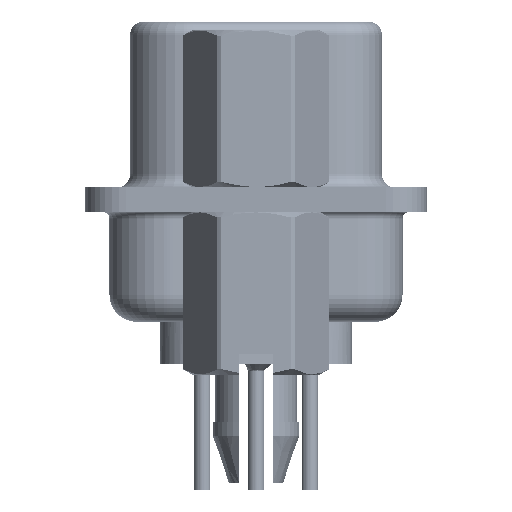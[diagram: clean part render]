
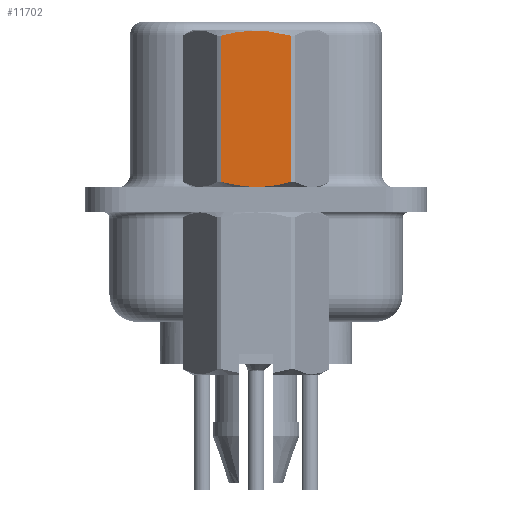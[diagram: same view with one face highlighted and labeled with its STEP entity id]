
A CAD part, left-side view. The second image highlights one B-rep face of the part: STEP entity #11702.
In plain terms, the highlighted planar face has unit normal (-1, 0, 0).
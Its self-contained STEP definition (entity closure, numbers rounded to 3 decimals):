
#973 = CARTESIAN_POINT ( 'NONE',  ( -2.381, 0.853, 0.549 ) ) ;
#2127 = VECTOR ( 'NONE', #21648, 1000. ) ;
#2221 = CARTESIAN_POINT ( 'NONE',  ( -2.381, 1.273, 6.048 ) ) ;
#3237 = ORIENTED_EDGE ( 'NONE', *, *, #34813, .T. ) ;
#3331 = CARTESIAN_POINT ( 'NONE',  ( -2.381, 1.065, 6.104 ) ) ;
#3528 = CARTESIAN_POINT ( 'NONE',  ( -2.381, 1.273, 6.048 ) ) ;
#3937 = CARTESIAN_POINT ( 'NONE',  ( -2.381, 1.273, 0.652 ) ) ;
#5282 = CARTESIAN_POINT ( 'NONE',  ( -2.381, -1.273, 0.652 ) ) ;
#8161 = DIRECTION ( 'NONE',  ( -1., 0., 0. ) ) ;
#8398 = AXIS2_PLACEMENT_3D ( 'NONE', #35261, #8161, #13917 ) ;
#8600 = CARTESIAN_POINT ( 'NONE',  ( -2.381, -1.273, 6.048 ) ) ;
#9475 = CARTESIAN_POINT ( 'NONE',  ( -2.381, 1.273, 3.792 ) ) ;
#9823 = ORIENTED_EDGE ( 'NONE', *, *, #14448, .T. ) ;
#11449 = VERTEX_POINT ( 'NONE', #8600 ) ;
#11702 = ADVANCED_FACE ( 'NONE', ( #38047 ), #38250, .T. ) ;
#11792 = LINE ( 'NONE', #28488, #29721 ) ;
#11869 = LINE ( 'NONE', #9475, #2127 ) ;
#12390 = B_SPLINE_CURVE_WITH_KNOTS ( 'NONE', 3,
 ( #30813, #15647, #12457, #37374, #30417, #33993, #36781, #24646, #3331, #3528 ),
 .UNSPECIFIED., .F., .F.,
 ( 4, 2, 2, 2, 4 ),
 ( 0.001, 0.002, 0.002, 0.003, 0.004 ),
 .UNSPECIFIED. ) ;
#12457 = CARTESIAN_POINT ( 'NONE',  ( -2.381, -0.858, 6.15 ) ) ;
#12531 = B_SPLINE_CURVE_WITH_KNOTS ( 'NONE', 3,
 ( #3937, #22065, #973, #15854, #37391, #13076, #22263, #27650, #13265, #18477 ),
 .UNSPECIFIED., .F., .F.,
 ( 4, 2, 2, 2, 4 ),
 ( 0.003, 0.003, 0.004, 0.004, 0.005 ),
 .UNSPECIFIED. ) ;
#13076 = CARTESIAN_POINT ( 'NONE',  ( -2.381, -0.215, 0.468 ) ) ;
#13265 = CARTESIAN_POINT ( 'NONE',  ( -2.381, -1.066, 0.596 ) ) ;
#13917 = DIRECTION ( 'NONE',  ( 0., -1., 0. ) ) ;
#14448 = EDGE_CURVE ( 'NONE', #26277, #15357, #11869, .T. ) ;
#15357 = VERTEX_POINT ( 'NONE', #24055 ) ;
#15647 = CARTESIAN_POINT ( 'NONE',  ( -2.381, -1.066, 6.104 ) ) ;
#15854 = CARTESIAN_POINT ( 'NONE',  ( -2.381, 0.428, 0.485 ) ) ;
#18477 = CARTESIAN_POINT ( 'NONE',  ( -2.381, -1.273, 0.652 ) ) ;
#20386 = ORIENTED_EDGE ( 'NONE', *, *, #36873, .T. ) ;
#21648 = DIRECTION ( 'NONE',  ( 0., 0., -1. ) ) ;
#22065 = CARTESIAN_POINT ( 'NONE',  ( -2.381, 1.065, 0.596 ) ) ;
#22263 = CARTESIAN_POINT ( 'NONE',  ( -2.381, -0.432, 0.485 ) ) ;
#24055 = CARTESIAN_POINT ( 'NONE',  ( -2.381, 1.273, 0.652 ) ) ;
#24646 = CARTESIAN_POINT ( 'NONE',  ( -2.381, 0.853, 6.151 ) ) ;
#26277 = VERTEX_POINT ( 'NONE', #2221 ) ;
#26710 = ORIENTED_EDGE ( 'NONE', *, *, #31615, .T. ) ;
#27650 = CARTESIAN_POINT ( 'NONE',  ( -2.381, -0.858, 0.55 ) ) ;
#28488 = CARTESIAN_POINT ( 'NONE',  ( -2.381, -1.273, 3.792 ) ) ;
#29721 = VECTOR ( 'NONE', #37436, 1000. ) ;
#30221 = VERTEX_POINT ( 'NONE', #5282 ) ;
#30417 = CARTESIAN_POINT ( 'NONE',  ( -2.381, -0.215, 6.232 ) ) ;
#30813 = CARTESIAN_POINT ( 'NONE',  ( -2.381, -1.273, 6.048 ) ) ;
#31615 = EDGE_CURVE ( 'NONE', #30221, #11449, #11792, .T. ) ;
#33993 = CARTESIAN_POINT ( 'NONE',  ( -2.381, 0.215, 6.232 ) ) ;
#34813 = EDGE_CURVE ( 'NONE', #11449, #26277, #12390, .T. ) ;
#35261 = CARTESIAN_POINT ( 'NONE',  ( -2.381, 1.375, -3.75 ) ) ;
#36185 = EDGE_LOOP ( 'NONE', ( #20386, #26710, #3237, #9823 ) ) ;
#36781 = CARTESIAN_POINT ( 'NONE',  ( -2.381, 0.428, 6.215 ) ) ;
#36873 = EDGE_CURVE ( 'NONE', #15357, #30221, #12531, .T. ) ;
#37374 = CARTESIAN_POINT ( 'NONE',  ( -2.381, -0.432, 6.215 ) ) ;
#37391 = CARTESIAN_POINT ( 'NONE',  ( -2.381, 0.215, 0.468 ) ) ;
#37436 = DIRECTION ( 'NONE',  ( 0., 0., 1. ) ) ;
#38047 = FACE_OUTER_BOUND ( 'NONE', #36185, .T. ) ;
#38250 = PLANE ( 'NONE',  #8398 ) ;
